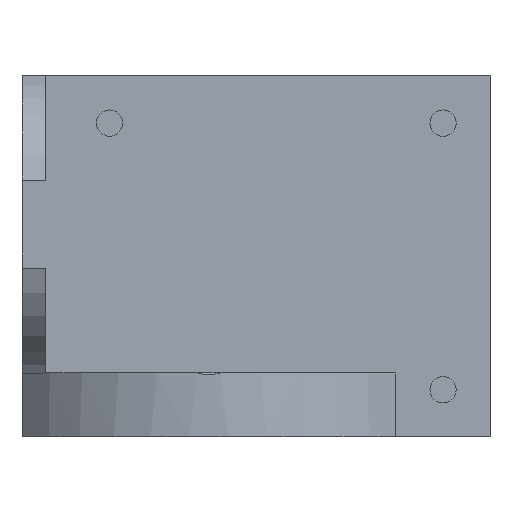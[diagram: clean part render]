
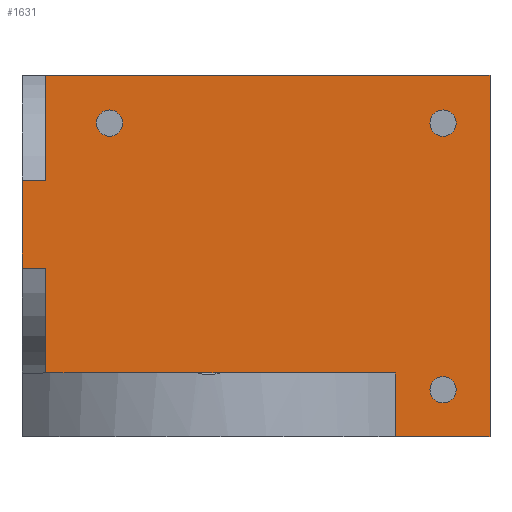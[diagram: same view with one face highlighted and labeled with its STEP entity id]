
A CAD part, front view. The second image highlights one B-rep face of the part: STEP entity #1631.
In plain terms, the highlighted planar face has unit normal (0, -1, 0).
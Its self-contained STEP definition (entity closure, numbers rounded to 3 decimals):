
#3 = AXIS2_PLACEMENT_3D ( 'NONE', #1836, #677, #1492 ) ;
#24 = CARTESIAN_POINT ( 'NONE',  ( -23.459, -18.7, 45.4 ) ) ;
#34 = VERTEX_POINT ( 'NONE', #858 ) ;
#60 = CIRCLE ( 'NONE', #1331, 1.65 ) ;
#64 = CARTESIAN_POINT ( 'NONE',  ( 35.341, -18.7, 0. ) ) ;
#68 = ORIENTED_EDGE ( 'NONE', *, *, #1489, .T. ) ;
#79 = CARTESIAN_POINT ( 'NONE',  ( -23.459, -18.7, 21.172 ) ) ;
#80 = CARTESIAN_POINT ( 'NONE',  ( -20.459, -18.7, 21.172 ) ) ;
#89 = EDGE_CURVE ( 'NONE', #1785, #2183, #326, .T. ) ;
#90 = CARTESIAN_POINT ( 'NONE',  ( 27.791, -18.7, 5.9 ) ) ;
#120 = CARTESIAN_POINT ( 'NONE',  ( 31.091, -18.7, 5.9 ) ) ;
#122 = ORIENTED_EDGE ( 'NONE', *, *, #1038, .F. ) ;
#189 = CARTESIAN_POINT ( 'NONE',  ( 29.441, -18.7, 39.4 ) ) ;
#193 = EDGE_CURVE ( 'NONE', #361, #522, #60, .T. ) ;
#224 = CARTESIAN_POINT ( 'NONE',  ( -20.459, -18.7, 21.172 ) ) ;
#225 = EDGE_CURVE ( 'NONE', #1047, #1134, #406, .T. ) ;
#274 = EDGE_LOOP ( 'NONE', ( #1057, #1156 ) ) ;
#283 = EDGE_LOOP ( 'NONE', ( #1844, #68, #1788, #1964, #626, #679, #587, #870, #934, #1356 ) ) ;
#284 = LINE ( 'NONE', #746, #1559 ) ;
#289 = DIRECTION ( 'NONE',  ( 0., -1., 0. ) ) ;
#309 = DIRECTION ( 'NONE',  ( 1., 0., 0. ) ) ;
#326 = LINE ( 'NONE', #1603, #1158 ) ;
#331 = CARTESIAN_POINT ( 'NONE',  ( 23.459, -18.7, 0. ) ) ;
#350 = CARTESIAN_POINT ( 'NONE',  ( -20.459, -18.7, 45.4 ) ) ;
#361 = VERTEX_POINT ( 'NONE', #425 ) ;
#366 = CARTESIAN_POINT ( 'NONE',  ( -12.459, -18.7, 39.4 ) ) ;
#369 = CARTESIAN_POINT ( 'NONE',  ( 23.459, -18.7, -39.242 ) ) ;
#383 = VERTEX_POINT ( 'NONE', #79 ) ;
#391 = DIRECTION ( 'NONE',  ( -1., 0., 0. ) ) ;
#396 = DIRECTION ( 'NONE',  ( 0., -1., 0. ) ) ;
#406 = LINE ( 'NONE', #369, #2149 ) ;
#408 = VECTOR ( 'NONE', #1688, 1000. ) ;
#425 = CARTESIAN_POINT ( 'NONE',  ( -14.109, -18.7, 39.4 ) ) ;
#445 = DIRECTION ( 'NONE',  ( 0., 0., 1. ) ) ;
#483 = FACE_BOUND ( 'NONE', #274, .T. ) ;
#505 = PLANE ( 'NONE',  #3 ) ;
#519 = LINE ( 'NONE', #24, #1742 ) ;
#522 = VERTEX_POINT ( 'NONE', #2035 ) ;
#535 = CARTESIAN_POINT ( 'NONE',  ( 31.091, -18.7, 39.4 ) ) ;
#539 = VERTEX_POINT ( 'NONE', #1855 ) ;
#541 = DIRECTION ( 'NONE',  ( 1., 0., 0. ) ) ;
#557 = EDGE_CURVE ( 'NONE', #933, #854, #919, .T. ) ;
#574 = CARTESIAN_POINT ( 'NONE',  ( 23.459, -18.7, 8. ) ) ;
#587 = ORIENTED_EDGE ( 'NONE', *, *, #557, .F. ) ;
#626 = ORIENTED_EDGE ( 'NONE', *, *, #1787, .F. ) ;
#640 = VECTOR ( 'NONE', #2001, 1000. ) ;
#661 = LINE ( 'NONE', #64, #1528 ) ;
#668 = CARTESIAN_POINT ( 'NONE',  ( -20.459, -18.7, 45.4 ) ) ;
#677 = DIRECTION ( 'NONE',  ( 0., 1., 0. ) ) ;
#679 = ORIENTED_EDGE ( 'NONE', *, *, #1946, .F. ) ;
#714 = CARTESIAN_POINT ( 'NONE',  ( 27.791, -18.7, 39.4 ) ) ;
#718 = DIRECTION ( 'NONE',  ( 0., 0., 1. ) ) ;
#725 = ORIENTED_EDGE ( 'NONE', *, *, #1943, .F. ) ;
#746 = CARTESIAN_POINT ( 'NONE',  ( 35.341, -18.7, 45.4 ) ) ;
#754 = CARTESIAN_POINT ( 'NONE',  ( -20.459, -18.7, 8. ) ) ;
#771 = VERTEX_POINT ( 'NONE', #714 ) ;
#781 = EDGE_CURVE ( 'NONE', #1400, #771, #985, .T. ) ;
#854 = VERTEX_POINT ( 'NONE', #668 ) ;
#858 = CARTESIAN_POINT ( 'NONE',  ( 35.341, -18.7, 0. ) ) ;
#863 = AXIS2_PLACEMENT_3D ( 'NONE', #366, #1525, #541 ) ;
#870 = ORIENTED_EDGE ( 'NONE', *, *, #1329, .F. ) ;
#881 = DIRECTION ( 'NONE',  ( 0., -1., 0. ) ) ;
#919 = LINE ( 'NONE', #350, #408 ) ;
#920 = DIRECTION ( 'NONE',  ( 0., -1., 0. ) ) ;
#933 = VERTEX_POINT ( 'NONE', #1372 ) ;
#934 = ORIENTED_EDGE ( 'NONE', *, *, #1338, .T. ) ;
#976 = VERTEX_POINT ( 'NONE', #2156 ) ;
#982 = FACE_BOUND ( 'NONE', #1427, .T. ) ;
#985 = CIRCLE ( 'NONE', #1709, 1.65 ) ;
#1002 = VECTOR ( 'NONE', #1920, 1000. ) ;
#1036 = VERTEX_POINT ( 'NONE', #120 ) ;
#1038 = EDGE_CURVE ( 'NONE', #1820, #1036, #1258, .T. ) ;
#1047 = VERTEX_POINT ( 'NONE', #331 ) ;
#1057 = ORIENTED_EDGE ( 'NONE', *, *, #781, .F. ) ;
#1063 = EDGE_LOOP ( 'NONE', ( #1542, #122 ) ) ;
#1081 = LINE ( 'NONE', #1814, #640 ) ;
#1083 = DIRECTION ( 'NONE',  ( 0., 0., -1. ) ) ;
#1125 = EDGE_CURVE ( 'NONE', #1047, #34, #661, .T. ) ;
#1127 = AXIS2_PLACEMENT_3D ( 'NONE', #2033, #396, #1910 ) ;
#1134 = VERTEX_POINT ( 'NONE', #574 ) ;
#1156 = ORIENTED_EDGE ( 'NONE', *, *, #1767, .F. ) ;
#1158 = VECTOR ( 'NONE', #445, 1000. ) ;
#1197 = DIRECTION ( 'NONE',  ( 1., 0., 0. ) ) ;
#1258 = CIRCLE ( 'NONE', #1906, 1.65 ) ;
#1306 = FACE_BOUND ( 'NONE', #1063, .T. ) ;
#1329 = EDGE_CURVE ( 'NONE', #539, #933, #1440, .T. ) ;
#1331 = AXIS2_PLACEMENT_3D ( 'NONE', #1535, #881, #1682 ) ;
#1338 = EDGE_CURVE ( 'NONE', #539, #383, #1893, .T. ) ;
#1345 = AXIS2_PLACEMENT_3D ( 'NONE', #1915, #920, #2098 ) ;
#1350 = CIRCLE ( 'NONE', #863, 1.65 ) ;
#1351 = VECTOR ( 'NONE', #391, 1000. ) ;
#1356 = ORIENTED_EDGE ( 'NONE', *, *, #2140, .F. ) ;
#1372 = CARTESIAN_POINT ( 'NONE',  ( -20.459, -18.7, 32.228 ) ) ;
#1392 = VECTOR ( 'NONE', #1567, 1000. ) ;
#1400 = VERTEX_POINT ( 'NONE', #535 ) ;
#1427 = EDGE_LOOP ( 'NONE', ( #725, #2072 ) ) ;
#1440 = LINE ( 'NONE', #1878, #1002 ) ;
#1489 = EDGE_CURVE ( 'NONE', #1785, #1134, #1081, .T. ) ;
#1492 = DIRECTION ( 'NONE',  ( -1., 0., 0. ) ) ;
#1525 = DIRECTION ( 'NONE',  ( 0., -1., 0. ) ) ;
#1528 = VECTOR ( 'NONE', #2101, 1000. ) ;
#1535 = CARTESIAN_POINT ( 'NONE',  ( -12.459, -18.7, 39.4 ) ) ;
#1542 = ORIENTED_EDGE ( 'NONE', *, *, #1773, .F. ) ;
#1559 = VECTOR ( 'NONE', #1083, 1000. ) ;
#1567 = DIRECTION ( 'NONE',  ( 0., 0., -1. ) ) ;
#1603 = CARTESIAN_POINT ( 'NONE',  ( -20.459, -18.7, 45.4 ) ) ;
#1605 = DIRECTION ( 'NONE',  ( 1., 0., 0. ) ) ;
#1631 = ADVANCED_FACE ( 'NONE', ( #982, #483, #1306, #1752 ), #505, .F. ) ;
#1682 = DIRECTION ( 'NONE',  ( 1., 0., 0. ) ) ;
#1688 = DIRECTION ( 'NONE',  ( 0., 0., 1. ) ) ;
#1695 = CARTESIAN_POINT ( 'NONE',  ( -23.459, -18.7, 45.4 ) ) ;
#1709 = AXIS2_PLACEMENT_3D ( 'NONE', #189, #289, #309 ) ;
#1742 = VECTOR ( 'NONE', #1197, 1000. ) ;
#1743 = LINE ( 'NONE', #224, #1351 ) ;
#1752 = FACE_OUTER_BOUND ( 'NONE', #283, .T. ) ;
#1767 = EDGE_CURVE ( 'NONE', #771, #1400, #2192, .T. ) ;
#1773 = EDGE_CURVE ( 'NONE', #1036, #1820, #2088, .T. ) ;
#1785 = VERTEX_POINT ( 'NONE', #754 ) ;
#1787 = EDGE_CURVE ( 'NONE', #976, #34, #284, .T. ) ;
#1788 = ORIENTED_EDGE ( 'NONE', *, *, #225, .F. ) ;
#1814 = CARTESIAN_POINT ( 'NONE',  ( -23.459, -18.7, 8. ) ) ;
#1820 = VERTEX_POINT ( 'NONE', #90 ) ;
#1836 = CARTESIAN_POINT ( 'NONE',  ( -23.459, -18.7, 45.4 ) ) ;
#1844 = ORIENTED_EDGE ( 'NONE', *, *, #89, .F. ) ;
#1855 = CARTESIAN_POINT ( 'NONE',  ( -23.459, -18.7, 32.228 ) ) ;
#1878 = CARTESIAN_POINT ( 'NONE',  ( -20.459, -18.7, 32.228 ) ) ;
#1893 = LINE ( 'NONE', #1695, #1392 ) ;
#1906 = AXIS2_PLACEMENT_3D ( 'NONE', #2044, #2165, #1605 ) ;
#1910 = DIRECTION ( 'NONE',  ( 1., 0., 0. ) ) ;
#1915 = CARTESIAN_POINT ( 'NONE',  ( 29.441, -18.7, 5.9 ) ) ;
#1920 = DIRECTION ( 'NONE',  ( 1., 0., 0. ) ) ;
#1943 = EDGE_CURVE ( 'NONE', #522, #361, #1350, .T. ) ;
#1946 = EDGE_CURVE ( 'NONE', #854, #976, #519, .T. ) ;
#1964 = ORIENTED_EDGE ( 'NONE', *, *, #1125, .T. ) ;
#2001 = DIRECTION ( 'NONE',  ( 1., 0., 0. ) ) ;
#2033 = CARTESIAN_POINT ( 'NONE',  ( 29.441, -18.7, 39.4 ) ) ;
#2035 = CARTESIAN_POINT ( 'NONE',  ( -10.809, -18.7, 39.4 ) ) ;
#2044 = CARTESIAN_POINT ( 'NONE',  ( 29.441, -18.7, 5.9 ) ) ;
#2072 = ORIENTED_EDGE ( 'NONE', *, *, #193, .F. ) ;
#2088 = CIRCLE ( 'NONE', #1345, 1.65 ) ;
#2098 = DIRECTION ( 'NONE',  ( 1., 0., 0. ) ) ;
#2101 = DIRECTION ( 'NONE',  ( 1., 0., 0. ) ) ;
#2140 = EDGE_CURVE ( 'NONE', #2183, #383, #1743, .T. ) ;
#2149 = VECTOR ( 'NONE', #718, 1000. ) ;
#2156 = CARTESIAN_POINT ( 'NONE',  ( 35.341, -18.7, 45.4 ) ) ;
#2165 = DIRECTION ( 'NONE',  ( 0., -1., 0. ) ) ;
#2183 = VERTEX_POINT ( 'NONE', #80 ) ;
#2192 = CIRCLE ( 'NONE', #1127, 1.65 ) ;
